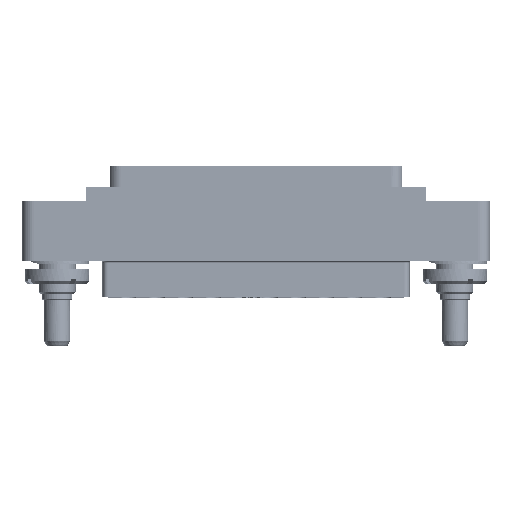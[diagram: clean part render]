
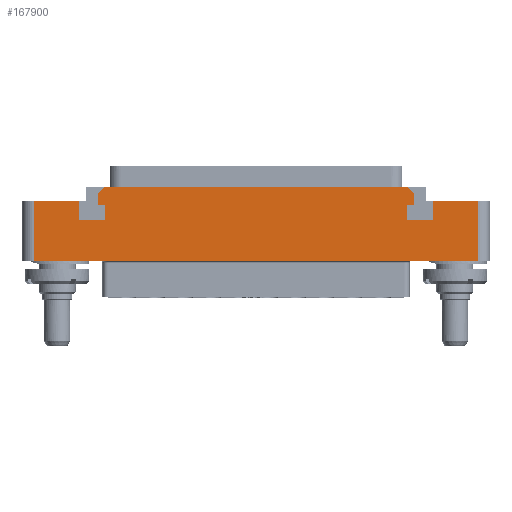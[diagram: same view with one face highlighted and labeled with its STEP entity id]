
A CAD part, top view. The second image highlights one B-rep face of the part: STEP entity #167900.
In plain terms, the highlighted planar face has unit normal (0, 0, 1).
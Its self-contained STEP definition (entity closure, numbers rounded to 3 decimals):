
#1148=DIRECTION('',(-0.707,-0.707,0.));
#1149=VECTOR('',#1148,1.697);
#1150=CARTESIAN_POINT('',(-25.8,12.75,7.));
#1151=LINE('',#1150,#1149);
#1160=DIRECTION('',(-1.,0.,0.));
#1161=VECTOR('',#1160,76.);
#1162=CARTESIAN_POINT('',(38.,0.,7.));
#1163=LINE('',#1162,#1161);
#1164=DIRECTION('',(1.,0.,0.));
#1165=VECTOR('',#1164,7.8);
#1166=CARTESIAN_POINT('',(-38.,10.25,7.));
#1167=LINE('',#1166,#1165);
#1168=DIRECTION('',(0.,-1.,0.));
#1169=VECTOR('',#1168,3.2);
#1170=CARTESIAN_POINT('',(-30.2,10.25,7.));
#1171=LINE('',#1170,#1169);
#1172=DIRECTION('',(1.,0.,0.));
#1173=VECTOR('',#1172,4.4);
#1174=CARTESIAN_POINT('',(-30.2,7.05,7.));
#1175=LINE('',#1174,#1173);
#1176=DIRECTION('',(0.,1.,0.));
#1177=VECTOR('',#1176,2.6);
#1178=CARTESIAN_POINT('',(-25.8,7.05,7.));
#1179=LINE('',#1178,#1177);
#1180=DIRECTION('',(-1.,0.,0.));
#1181=VECTOR('',#1180,1.2);
#1182=CARTESIAN_POINT('',(-25.8,9.65,7.));
#1183=LINE('',#1182,#1181);
#1184=DIRECTION('',(0.,-1.,0.));
#1185=VECTOR('',#1184,1.9);
#1186=CARTESIAN_POINT('',(-27.,11.55,7.));
#1187=LINE('',#1186,#1185);
#1188=DIRECTION('',(1.,0.,0.));
#1189=VECTOR('',#1188,51.6);
#1190=CARTESIAN_POINT('',(-25.8,12.75,7.));
#1191=LINE('',#1190,#1189);
#1192=DIRECTION('',(0.,-1.,0.));
#1193=VECTOR('',#1192,1.9);
#1194=CARTESIAN_POINT('',(27.,11.55,7.));
#1195=LINE('',#1194,#1193);
#1196=DIRECTION('',(-1.,0.,0.));
#1197=VECTOR('',#1196,1.2);
#1198=CARTESIAN_POINT('',(27.,9.65,7.));
#1199=LINE('',#1198,#1197);
#1200=DIRECTION('',(0.,-1.,0.));
#1201=VECTOR('',#1200,2.6);
#1202=CARTESIAN_POINT('',(25.8,9.65,7.));
#1203=LINE('',#1202,#1201);
#1204=DIRECTION('',(1.,0.,0.));
#1205=VECTOR('',#1204,4.4);
#1206=CARTESIAN_POINT('',(25.8,7.05,7.));
#1207=LINE('',#1206,#1205);
#1208=DIRECTION('',(0.,1.,0.));
#1209=VECTOR('',#1208,3.2);
#1210=CARTESIAN_POINT('',(30.2,7.05,7.));
#1211=LINE('',#1210,#1209);
#1212=DIRECTION('',(1.,0.,0.));
#1213=VECTOR('',#1212,7.8);
#1214=CARTESIAN_POINT('',(30.2,10.25,7.));
#1215=LINE('',#1214,#1213);
#1216=DIRECTION('',(0.,1.,0.));
#1217=VECTOR('',#1216,10.25);
#1218=CARTESIAN_POINT('',(38.,0.,7.));
#1219=LINE('',#1218,#1217);
#1516=DIRECTION('',(0.707,-0.707,0.));
#1517=VECTOR('',#1516,1.697);
#1518=CARTESIAN_POINT('',(25.8,12.75,7.));
#1519=LINE('',#1518,#1517);
#1702=DIRECTION('',(0.,-1.,0.));
#1703=VECTOR('',#1702,10.25);
#1704=CARTESIAN_POINT('',(-38.,10.25,7.));
#1705=LINE('',#1704,#1703);
#144466=CARTESIAN_POINT('',(-30.2,10.25,7.));
#144467=CARTESIAN_POINT('',(-30.2,7.05,7.));
#144468=VERTEX_POINT('',#144466);
#144469=VERTEX_POINT('',#144467);
#144470=CARTESIAN_POINT('',(-25.8,7.05,7.));
#144471=VERTEX_POINT('',#144470);
#144472=CARTESIAN_POINT('',(-25.8,9.65,7.));
#144473=VERTEX_POINT('',#144472);
#144474=CARTESIAN_POINT('',(-27.,9.65,7.));
#144475=VERTEX_POINT('',#144474);
#144476=CARTESIAN_POINT('',(27.,9.65,7.));
#144477=CARTESIAN_POINT('',(25.8,9.65,7.));
#144478=VERTEX_POINT('',#144476);
#144479=VERTEX_POINT('',#144477);
#144480=CARTESIAN_POINT('',(25.8,7.05,7.));
#144481=VERTEX_POINT('',#144480);
#144482=CARTESIAN_POINT('',(30.2,7.05,7.));
#144483=VERTEX_POINT('',#144482);
#144484=CARTESIAN_POINT('',(30.2,10.25,7.));
#144485=VERTEX_POINT('',#144484);
#144490=CARTESIAN_POINT('',(-27.,11.55,7.));
#144492=VERTEX_POINT('',#144490);
#144494=CARTESIAN_POINT('',(-25.8,12.75,7.));
#144495=VERTEX_POINT('',#144494);
#144496=CARTESIAN_POINT('',(27.,11.55,7.));
#144498=VERTEX_POINT('',#144496);
#144500=CARTESIAN_POINT('',(25.8,12.75,7.));
#144501=VERTEX_POINT('',#144500);
#144578=CARTESIAN_POINT('',(38.,0.,7.));
#144579=CARTESIAN_POINT('',(38.,10.25,7.));
#144580=VERTEX_POINT('',#144578);
#144581=VERTEX_POINT('',#144579);
#144586=CARTESIAN_POINT('',(-38.,10.25,7.));
#144587=CARTESIAN_POINT('',(-38.,0.,7.));
#144588=VERTEX_POINT('',#144586);
#144589=VERTEX_POINT('',#144587);
#167859=CARTESIAN_POINT('',(0.,0.,7.));
#167860=DIRECTION('',(0.,0.,-1.));
#167861=DIRECTION('',(-1.,0.,0.));
#167862=AXIS2_PLACEMENT_3D('',#167859,#167860,#167861);
#167863=PLANE('',#167862);
#167865=ORIENTED_EDGE('',*,*,#167864,.F.);
#167867=ORIENTED_EDGE('',*,*,#167866,.T.);
#167869=ORIENTED_EDGE('',*,*,#167868,.F.);
#167871=ORIENTED_EDGE('',*,*,#167870,.T.);
#167873=ORIENTED_EDGE('',*,*,#167872,.T.);
#167875=ORIENTED_EDGE('',*,*,#167874,.T.);
#167877=ORIENTED_EDGE('',*,*,#167876,.T.);
#167879=ORIENTED_EDGE('',*,*,#167878,.T.);
#167881=ORIENTED_EDGE('',*,*,#167880,.F.);
#167882=ORIENTED_EDGE('',*,*,#167850,.F.);
#167883=ORIENTED_EDGE('',*,*,#167811,.T.);
#167885=ORIENTED_EDGE('',*,*,#167884,.T.);
#167887=ORIENTED_EDGE('',*,*,#167886,.T.);
#167889=ORIENTED_EDGE('',*,*,#167888,.T.);
#167891=ORIENTED_EDGE('',*,*,#167890,.T.);
#167893=ORIENTED_EDGE('',*,*,#167892,.T.);
#167895=ORIENTED_EDGE('',*,*,#167894,.T.);
#167897=ORIENTED_EDGE('',*,*,#167896,.T.);
#167898=EDGE_LOOP('',(#167865,#167867,#167869,#167871,#167873,#167875,#167877,
#167879,#167881,#167882,#167883,#167885,#167887,#167889,#167891,#167893,#167895,
#167897));
#167899=FACE_OUTER_BOUND('',#167898,.F.);
#167900=ADVANCED_FACE('',(#167899),#167863,.F.);
#167811=EDGE_CURVE('',#144495,#144501,#1191,.T.);
#167850=EDGE_CURVE('',#144495,#144492,#1151,.T.);
#167864=EDGE_CURVE('',#144580,#144581,#1219,.T.);
#167866=EDGE_CURVE('',#144580,#144589,#1163,.T.);
#167868=EDGE_CURVE('',#144588,#144589,#1705,.T.);
#167870=EDGE_CURVE('',#144588,#144468,#1167,.T.);
#167872=EDGE_CURVE('',#144468,#144469,#1171,.T.);
#167874=EDGE_CURVE('',#144469,#144471,#1175,.T.);
#167876=EDGE_CURVE('',#144471,#144473,#1179,.T.);
#167878=EDGE_CURVE('',#144473,#144475,#1183,.T.);
#167880=EDGE_CURVE('',#144492,#144475,#1187,.T.);
#167884=EDGE_CURVE('',#144501,#144498,#1519,.T.);
#167886=EDGE_CURVE('',#144498,#144478,#1195,.T.);
#167888=EDGE_CURVE('',#144478,#144479,#1199,.T.);
#167890=EDGE_CURVE('',#144479,#144481,#1203,.T.);
#167892=EDGE_CURVE('',#144481,#144483,#1207,.T.);
#167894=EDGE_CURVE('',#144483,#144485,#1211,.T.);
#167896=EDGE_CURVE('',#144485,#144581,#1215,.T.);
